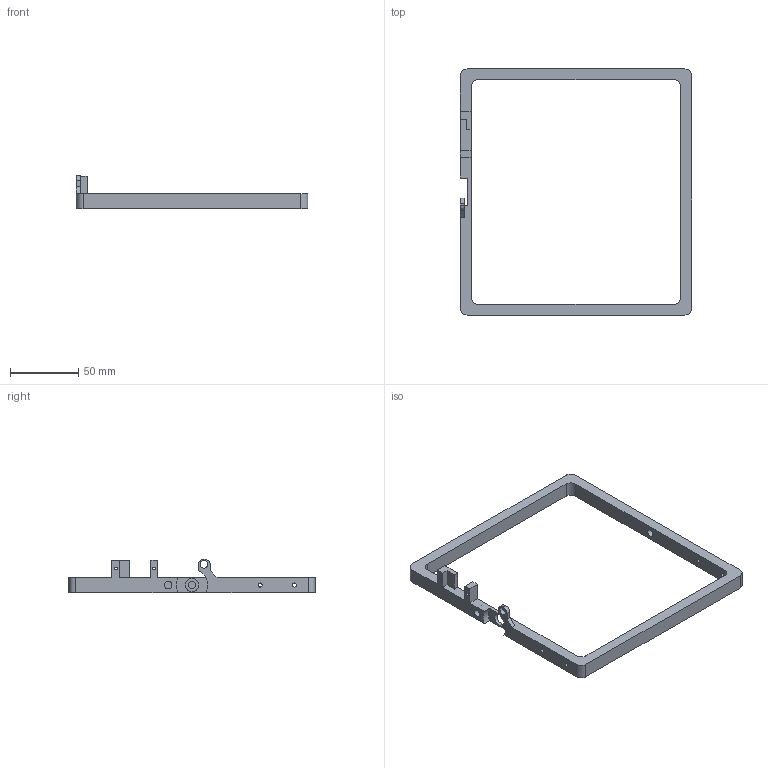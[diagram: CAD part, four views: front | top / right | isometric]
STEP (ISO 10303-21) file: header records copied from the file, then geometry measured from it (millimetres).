
FILE_DESCRIPTION(/* description */ ('STEP AP242','CAx-IF Rec.Pracs.---Representation and Presentation of Product Manufacturing Information (PMI)---4.0---2014-10-13','CAx-IF Rec.Pracs.---3D Tessellated Geometry---0.4---2014-09-14','2;1'),/* implementation_level */ '2;1');
FILE_NAME(/* name */ '64db2e35242a2b65d14e6012',/* time_stamp */ '2023-08-15T07:50:14Z',/* author */ (''),/* organization */ (''),/* preprocessor_version */ 'ST-DEVELOPER v19.4',/* originating_system */ ' ',/* authorisation */ ' ');
FILE_SCHEMA (('AP242_MANAGED_MODEL_BASED_3D_ENGINEERING_MIM_LF { 1 0 10303 442 1 1 4 }'));
Length unit declared in the file: metre
Products named in the file (1): Outer Frame
Bounding box: 169.23 x 179.87 x 24.23 mm (x, y, z)
Volume: 57508.3 mm3; surface area: 26606.1 mm2
Topology: 1 solids, 1 shells, 51 faces, 150 edges, 102 vertices
Faces by surface type: plane 28, cylinder 23
Full cylindrical faces by diameter (mm): 2 x2, 3 x4, 5.35 x1, 5.7 x2, 9.5 x1, 10 x1
Entity records: 1672 total; most frequent: DIRECTION 284, CARTESIAN_POINT 281, ORIENTED_EDGE 266, EDGE_CURVE 133, AXIS2_PLACEMENT_3D 99, VERTEX_POINT 96, LINE 86, VECTOR 86
